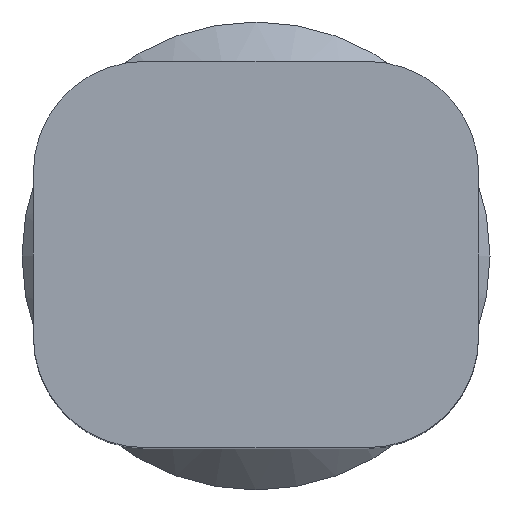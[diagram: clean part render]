
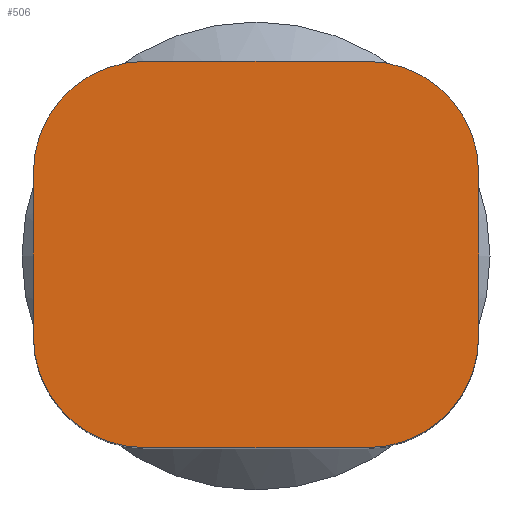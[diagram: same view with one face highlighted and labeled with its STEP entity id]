
A CAD part, top view. The second image highlights one B-rep face of the part: STEP entity #506.
In plain terms, the highlighted planar face has unit normal (0, 0, 1).
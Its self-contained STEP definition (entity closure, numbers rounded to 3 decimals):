
#13=DIRECTION('',(0.,0.,1.));
#42=DIRECTION('',(1.,0.,0.));
#55=( GEOMETRIC_REPRESENTATION_CONTEXT(2) PARAMETRIC_REPRESENTATION_CONTEXT() REPRESENTATION_CONTEXT('2D SPACE',''  ) );
#96=DIRECTION('',(0.,-1.,0.));
#110=VECTOR('',#111,1.);
#111=DIRECTION('',(1.,0.));
#133=VECTOR('',#134,1.);
#134=DIRECTION('',(0.,1.));
#155=CARTESIAN_POINT('',(0.,0.));
#170=VECTOR('',#171,1.);
#171=DIRECTION('',(0.,1.,0.));
#177=PLANE('',#178);
#178=AXIS2_PLACEMENT_3D('',#179,#42,#180);
#179=CARTESIAN_POINT('',(-5.995,-2.203,0.));
#180=DIRECTION('',(-0.,1.,0.));
#198=CYLINDRICAL_SURFACE('',#199,2.997);
#199=AXIS2_PLACEMENT_3D('',#200,#13,#42);
#200=CARTESIAN_POINT('',(-2.997,-2.203,0.));
#211=VECTOR('',#42,1.);
#217=PLANE('',#218);
#218=AXIS2_PLACEMENT_3D('',#219,#96,#42);
#219=CARTESIAN_POINT('',(-2.997,-5.2,0.));
#237=CYLINDRICAL_SURFACE('',#238,2.997);
#238=AXIS2_PLACEMENT_3D('',#239,#13,#42);
#239=CARTESIAN_POINT('',(2.997,-2.203,0.));
#252=PLANE('',#253);
#253=AXIS2_PLACEMENT_3D('',#254,#42,#180);
#254=CARTESIAN_POINT('',(5.995,-2.203,0.));
#269=CYLINDRICAL_SURFACE('',#270,2.997);
#270=AXIS2_PLACEMENT_3D('',#271,#13,#42);
#271=CARTESIAN_POINT('',(2.997,2.203,0.));
#284=PLANE('',#285);
#285=AXIS2_PLACEMENT_3D('',#286,#96,#42);
#286=CARTESIAN_POINT('',(-2.997,5.2,0.));
#299=CYLINDRICAL_SURFACE('',#300,2.997);
#300=AXIS2_PLACEMENT_3D('',#301,#13,#42);
#301=CARTESIAN_POINT('',(-2.997,2.203,0.));
#309=VERTEX_POINT('',#179);
#324=VERTEX_POINT('',#325);
#325=CARTESIAN_POINT('',(-5.995,2.203,0.));
#333=ORIENTED_EDGE('',*,*,#334,.F.);
#334=EDGE_CURVE('',#309,#324,#335,.T.);
#335=SURFACE_CURVE('',#336,(#338,#342),.PCURVE_S1.);
#336=LINE('',#337,#170);
#337=CARTESIAN_POINT('',(-5.995,0.,0.));
#338=PCURVE('',#177,#339);
#339=DEFINITIONAL_REPRESENTATION('',(#340),#55);
#340=LINE('',#341,#110);
#341=CARTESIAN_POINT('',(2.203,0.));
#342=PCURVE('',#343,#346);
#343=PLANE('',#344);
#344=AXIS2_PLACEMENT_3D('',#345,#13,#42);
#345=CARTESIAN_POINT('',(-9.95,-6.9,0.));
#346=DEFINITIONAL_REPRESENTATION('',(#347),#55);
#347=LINE('',#348,#133);
#348=CARTESIAN_POINT('',(3.955,6.9));
#354=VERTEX_POINT('',#219);
#363=EDGE_CURVE('',#309,#354,#364,.T.);
#364=SURFACE_CURVE('',#365,(#366,#369),.PCURVE_S1.);
#365=CIRCLE('',#199,2.997);
#366=PCURVE('',#198,#367);
#367=DEFINITIONAL_REPRESENTATION('',(#368),#55);
#368=LINE('',#155,#110);
#369=PCURVE('',#343,#370);
#370=DEFINITIONAL_REPRESENTATION('',(#371),#55);
#371=CIRCLE('',#372,2.997);
#372=AXIS2_PLACEMENT_2D('',#373,#111);
#373=CARTESIAN_POINT('',(6.953,4.697));
#379=VERTEX_POINT('',#286);
#388=EDGE_CURVE('',#379,#324,#389,.T.);
#389=SURFACE_CURVE('',#390,(#391,#392),.PCURVE_S1.);
#390=CIRCLE('',#300,2.997);
#391=PCURVE('',#299,#367);
#392=PCURVE('',#343,#393);
#393=DEFINITIONAL_REPRESENTATION('',(#394),#55);
#394=CIRCLE('',#395,2.997);
#395=AXIS2_PLACEMENT_2D('',#396,#111);
#396=CARTESIAN_POINT('',(6.953,9.103));
#403=VERTEX_POINT('',#404);
#404=CARTESIAN_POINT('',(2.997,-5.2,0.));
#412=EDGE_CURVE('',#354,#403,#413,.T.);
#413=SURFACE_CURVE('',#414,(#416,#420),.PCURVE_S1.);
#414=LINE('',#415,#211);
#415=CARTESIAN_POINT('',(0.,-5.2,0.));
#416=PCURVE('',#217,#417);
#417=DEFINITIONAL_REPRESENTATION('',(#418),#55);
#418=LINE('',#419,#110);
#419=CARTESIAN_POINT('',(2.997,0.));
#420=PCURVE('',#343,#421);
#421=DEFINITIONAL_REPRESENTATION('',(#422),#55);
#422=LINE('',#423,#110);
#423=CARTESIAN_POINT('',(9.95,1.7));
#430=VERTEX_POINT('',#431);
#431=CARTESIAN_POINT('',(2.997,5.2,0.));
#436=ORIENTED_EDGE('',*,*,#437,.F.);
#437=EDGE_CURVE('',#379,#430,#438,.T.);
#438=SURFACE_CURVE('',#439,(#441,#442),.PCURVE_S1.);
#439=LINE('',#440,#211);
#440=CARTESIAN_POINT('',(0.,5.2,0.));
#441=PCURVE('',#284,#417);
#442=PCURVE('',#343,#443);
#443=DEFINITIONAL_REPRESENTATION('',(#444),#55);
#444=LINE('',#445,#110);
#445=CARTESIAN_POINT('',(9.95,12.1));
#452=VERTEX_POINT('',#254);
#461=EDGE_CURVE('',#403,#452,#462,.T.);
#462=SURFACE_CURVE('',#463,(#464,#465),.PCURVE_S1.);
#463=CIRCLE('',#238,2.997);
#464=PCURVE('',#237,#367);
#465=PCURVE('',#343,#466);
#466=DEFINITIONAL_REPRESENTATION('',(#467),#55);
#467=CIRCLE('',#468,2.997);
#468=AXIS2_PLACEMENT_2D('',#469,#111);
#469=CARTESIAN_POINT('',(12.947,4.697));
#475=VERTEX_POINT('',#476);
#476=CARTESIAN_POINT('',(5.995,2.203,0.));
#482=EDGE_CURVE('',#475,#430,#483,.T.);
#483=SURFACE_CURVE('',#484,(#485,#486),.PCURVE_S1.);
#484=CIRCLE('',#270,2.997);
#485=PCURVE('',#269,#367);
#486=PCURVE('',#343,#487);
#487=DEFINITIONAL_REPRESENTATION('',(#488),#55);
#488=CIRCLE('',#489,2.997);
#489=AXIS2_PLACEMENT_2D('',#490,#111);
#490=CARTESIAN_POINT('',(12.947,9.103));
#497=EDGE_CURVE('',#452,#475,#498,.T.);
#498=SURFACE_CURVE('',#499,(#501,#502),.PCURVE_S1.);
#499=LINE('',#500,#170);
#500=CARTESIAN_POINT('',(5.995,0.,0.));
#501=PCURVE('',#252,#339);
#502=PCURVE('',#343,#503);
#503=DEFINITIONAL_REPRESENTATION('',(#504),#55);
#504=LINE('',#505,#133);
#505=CARTESIAN_POINT('',(15.945,6.9));
#506=ADVANCED_FACE('',(#507),#343,.T.);
#507=FACE_BOUND('',#508,.T.);
#508=EDGE_LOOP('',(#333,#509,#510,#511,#512,#513,#436,#514));
#509=ORIENTED_EDGE('',*,*,#363,.T.);
#510=ORIENTED_EDGE('',*,*,#412,.T.);
#511=ORIENTED_EDGE('',*,*,#461,.T.);
#512=ORIENTED_EDGE('',*,*,#497,.T.);
#513=ORIENTED_EDGE('',*,*,#482,.T.);
#514=ORIENTED_EDGE('',*,*,#388,.T.);
